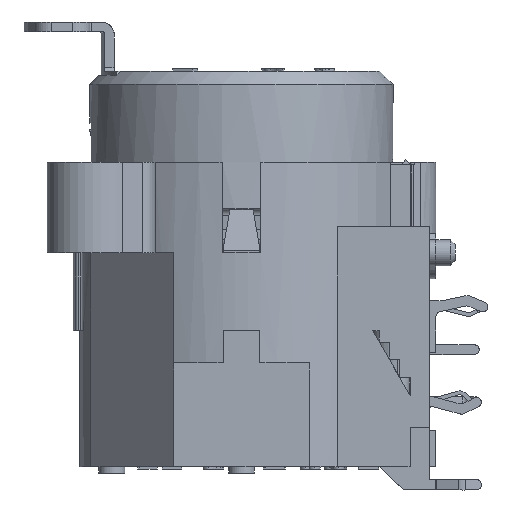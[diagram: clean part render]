
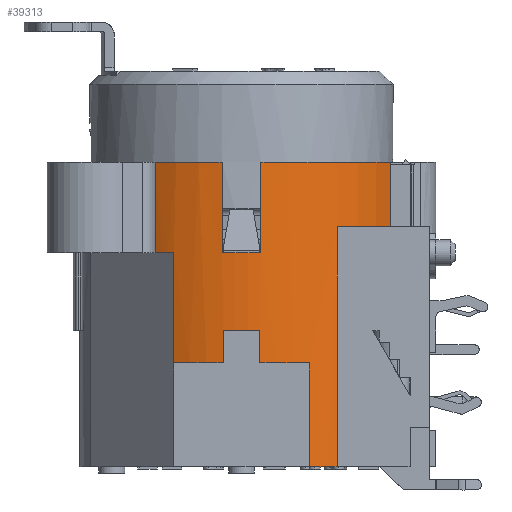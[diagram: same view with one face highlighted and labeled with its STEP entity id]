
A CAD part, left-side view. The second image highlights one B-rep face of the part: STEP entity #39313.
In plain terms, the highlighted cylindrical face has radius 13 mm (diameter 26 mm), a partial arc.
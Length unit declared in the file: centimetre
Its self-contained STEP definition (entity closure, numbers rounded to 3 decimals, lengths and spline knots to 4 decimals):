
#629=CYLINDRICAL_SURFACE('',#41928,1.3);
#1487=CIRCLE('',#40107,1.3);
#1490=CIRCLE('',#40115,1.3);
#1589=CIRCLE('',#40262,1.3);
#1830=CIRCLE('',#40925,1.3);
#1952=CIRCLE('',#41196,1.3);
#2141=CIRCLE('',#41825,1.3);
#2151=CIRCLE('',#41887,1.3);
#2163=CIRCLE('',#41901,1.3);
#2170=CIRCLE('',#41917,1.3);
#2177=CIRCLE('',#41927,1.3);
#4030=FACE_OUTER_BOUND('',#6041,.T.);
#6041=EDGE_LOOP('',(#34071,#34072,#34073,#34074,#34075,#34076,#34077,#34078,
#34079,#34080,#34081,#34082,#34083,#34084,#34085,#34086,#34087,#34088,#34089,
#34090));
#7540=LINE('',#56328,#11611);
#7545=LINE('',#56338,#11616);
#7566=LINE('',#56387,#11637);
#9893=LINE('',#64999,#13964);
#10095=LINE('',#65482,#14166);
#10124=LINE('',#65598,#14195);
#10136=LINE('',#65631,#14207);
#10137=LINE('',#65632,#14208);
#10138=LINE('',#65633,#14209);
#10139=LINE('',#65634,#14210);
#11611=VECTOR('',#44909,0.25);
#11616=VECTOR('',#44916,0.25);
#11637=VECTOR('',#44957,0.8);
#13964=VECTOR('',#50456,0.7);
#14166=VECTOR('',#50996,1.85);
#14195=VECTOR('',#51125,0.7);
#14207=VECTOR('',#51157,0.7);
#14208=VECTOR('',#51158,0.85);
#14209=VECTOR('',#51159,0.48);
#14210=VECTOR('',#51160,0.02);
#15468=VERTEX_POINT('',#56325);
#15469=VERTEX_POINT('',#56327);
#15472=VERTEX_POINT('',#56335);
#15473=VERTEX_POINT('',#56337);
#15483=VERTEX_POINT('',#56363);
#15489=VERTEX_POINT('',#56383);
#15491=VERTEX_POINT('',#56386);
#16692=VERTEX_POINT('',#60952);
#16693=VERTEX_POINT('',#60954);
#16967=VERTEX_POINT('',#61814);
#17655=VERTEX_POINT('',#64996);
#17656=VERTEX_POINT('',#64998);
#17752=VERTEX_POINT('',#65376);
#17753=VERTEX_POINT('',#65378);
#17777=VERTEX_POINT('',#65524);
#17778=VERTEX_POINT('',#65526);
#17786=VERTEX_POINT('',#65545);
#17797=VERTEX_POINT('',#65566);
#17805=VERTEX_POINT('',#65594);
#17816=VERTEX_POINT('',#65627);
#19669=EDGE_CURVE('',#15469,#15468,#7540,.T.);
#19674=EDGE_CURVE('',#15473,#15472,#7545,.T.);
#19687=EDGE_CURVE('',#15483,#15469,#1487,.T.);
#19698=EDGE_CURVE('',#15491,#15489,#7566,.T.);
#19701=EDGE_CURVE('',#15472,#15491,#1490,.T.);
#19999=EDGE_CURVE('',#15473,#15468,#1589,.T.);
#21425=EDGE_CURVE('',#16693,#16692,#1830,.T.);
#21858=EDGE_CURVE('',#15489,#16967,#1952,.T.);
#22958=EDGE_CURVE('',#17656,#17655,#9893,.T.);
#23149=EDGE_CURVE('',#17753,#17752,#2141,.T.);
#23199=EDGE_CURVE('',#16967,#16693,#10095,.T.);
#23220=EDGE_CURVE('',#17778,#17777,#2151,.T.);
#23240=EDGE_CURVE('',#17797,#17786,#2163,.T.);
#23251=EDGE_CURVE('',#17655,#17805,#2170,.T.);
#23252=EDGE_CURVE('',#17805,#17753,#10124,.T.);
#23269=EDGE_CURVE('',#17816,#17656,#2177,.T.);
#23271=EDGE_CURVE('',#17786,#17752,#10136,.T.);
#23272=EDGE_CURVE('',#17797,#15483,#10137,.T.);
#23273=EDGE_CURVE('',#16692,#17778,#10138,.T.);
#23274=EDGE_CURVE('',#17777,#17816,#10139,.T.);
#34071=ORIENTED_EDGE('',*,*,#22958,.T.);
#34072=ORIENTED_EDGE('',*,*,#23251,.T.);
#34073=ORIENTED_EDGE('',*,*,#23252,.T.);
#34074=ORIENTED_EDGE('',*,*,#23149,.T.);
#34075=ORIENTED_EDGE('',*,*,#23271,.F.);
#34076=ORIENTED_EDGE('',*,*,#23240,.F.);
#34077=ORIENTED_EDGE('',*,*,#23272,.T.);
#34078=ORIENTED_EDGE('',*,*,#19687,.T.);
#34079=ORIENTED_EDGE('',*,*,#19669,.T.);
#34080=ORIENTED_EDGE('',*,*,#19999,.F.);
#34081=ORIENTED_EDGE('',*,*,#19674,.T.);
#34082=ORIENTED_EDGE('',*,*,#19701,.T.);
#34083=ORIENTED_EDGE('',*,*,#19698,.T.);
#34084=ORIENTED_EDGE('',*,*,#21858,.T.);
#34085=ORIENTED_EDGE('',*,*,#23199,.T.);
#34086=ORIENTED_EDGE('',*,*,#21425,.T.);
#34087=ORIENTED_EDGE('',*,*,#23273,.T.);
#34088=ORIENTED_EDGE('',*,*,#23220,.T.);
#34089=ORIENTED_EDGE('',*,*,#23274,.T.);
#34090=ORIENTED_EDGE('',*,*,#23269,.T.);
#39313=ADVANCED_FACE('',(#4030),#629,.T.);
#40107=AXIS2_PLACEMENT_3D('',#56364,#44935,#44936);
#40115=AXIS2_PLACEMENT_3D('',#56391,#44962,#44963);
#40262=AXIS2_PLACEMENT_3D('',#56982,#45453,#45454);
#40925=AXIS2_PLACEMENT_3D('',#60955,#47822,#47823);
#41196=AXIS2_PLACEMENT_3D('',#61816,#48668,#48669);
#41825=AXIS2_PLACEMENT_3D('',#65379,#50864,#50865);
#41887=AXIS2_PLACEMENT_3D('',#65527,#51049,#51050);
#41901=AXIS2_PLACEMENT_3D('',#65568,#51085,#51086);
#41917=AXIS2_PLACEMENT_3D('',#65596,#51121,#51122);
#41927=AXIS2_PLACEMENT_3D('',#65628,#51152,#51153);
#41928=AXIS2_PLACEMENT_3D('',#65630,#51155,#51156);
#44909=DIRECTION('',(0.,0.,1.));
#44916=DIRECTION('',(0.,0.,-1.));
#44935=DIRECTION('center_axis',(0.,0.,
1.));
#44936=DIRECTION('ref_axis',(-0.823,-0.568,0.));
#44957=DIRECTION('',(0.,0.,-1.));
#44962=DIRECTION('center_axis',(0.,0.,
1.));
#44963=DIRECTION('ref_axis',(-0.823,-0.568,0.));
#45453=DIRECTION('center_axis',(0.,0.,-1.));
#45454=DIRECTION('ref_axis',(-1.,0.,0.));
#47822=DIRECTION('center_axis',(0.,0.,1.));
#47823=DIRECTION('ref_axis',(0.823,0.568,0.));
#48668=DIRECTION('center_axis',(0.,0.,
1.));
#48669=DIRECTION('ref_axis',(-0.823,-0.568,0.));
#50456=DIRECTION('',(0.,0.,-1.));
#50864=DIRECTION('center_axis',(0.,0.,-1.));
#50865=DIRECTION('ref_axis',(0.859,-0.513,0.));
#50996=DIRECTION('',(0.,0.,1.));
#51049=DIRECTION('center_axis',(0.,0.,
-1.));
#51050=DIRECTION('ref_axis',(-1.,0.,0.));
#51085=DIRECTION('center_axis',(0.,0.,-1.));
#51086=DIRECTION('ref_axis',(0.859,-0.513,0.));
#51121=DIRECTION('center_axis',(0.,0.,
-1.));
#51122=DIRECTION('ref_axis',(-1.,0.,0.));
#51125=DIRECTION('',(0.,0.,1.));
#51152=DIRECTION('center_axis',(0.,0.,-1.));
#51153=DIRECTION('ref_axis',(0.859,-0.513,0.));
#51155=DIRECTION('center_axis',(0.,0.,1.));
#51156=DIRECTION('ref_axis',(-1.,0.,0.));
#51157=DIRECTION('',(0.,0.,1.));
#51158=DIRECTION('',(0.,0.,-1.));
#51159=DIRECTION('',(0.,0.,1.));
#51160=DIRECTION('',(0.,0.,1.));
#56325=CARTESIAN_POINT('',(-1.2571,0.2753,0.));
#56327=CARTESIAN_POINT('',(-1.2571,0.2753,-0.25));
#56328=CARTESIAN_POINT('',(-1.2571,0.2753,-0.525));
#56335=CARTESIAN_POINT('',(-1.2571,-0.0047,-0.25));
#56337=CARTESIAN_POINT('',(-1.2571,-0.0047,0.));
#56338=CARTESIAN_POINT('',(-1.2571,-0.0047,-0.525));
#56363=CARTESIAN_POINT('',(-1.1546,0.6587,-0.25));
#56364=CARTESIAN_POINT('Origin',(0.0354,0.1353,-0.25));
#56383=CARTESIAN_POINT('',(-1.1546,-0.388,-1.05));
#56386=CARTESIAN_POINT('',(-1.1546,-0.388,-0.25));
#56387=CARTESIAN_POINT('',(-1.1546,-0.388,-0.525));
#56391=CARTESIAN_POINT('Origin',(0.0354,0.1353,-0.25));
#56982=CARTESIAN_POINT('Origin',(0.0354,0.1353,0.));
#60952=CARTESIAN_POINT('',(-0.5646,-1.0179,0.8));
#60954=CARTESIAN_POINT('',(-1.0346,-0.603,0.8));
#60955=CARTESIAN_POINT('Origin',(0.0354,0.1353,0.8));
#61814=CARTESIAN_POINT('',(-1.0346,-0.603,-1.05));
#61816=CARTESIAN_POINT('Origin',(0.0354,0.1353,-1.05));
#64996=CARTESIAN_POINT('',(-1.256,-0.0147,0.6));
#64998=CARTESIAN_POINT('',(-1.256,-0.0147,1.3));
#64999=CARTESIAN_POINT('',(-1.256,-0.0147,0.));
#65376=CARTESIAN_POINT('',(-1.0809,0.8017,1.3));
#65378=CARTESIAN_POINT('',(-1.256,0.2853,1.3));
#65379=CARTESIAN_POINT('Origin',(0.0354,0.1353,1.3));
#65482=CARTESIAN_POINT('',(-1.0346,-0.603,0.6));
#65524=CARTESIAN_POINT('',(-0.5709,-1.0147,1.28));
#65526=CARTESIAN_POINT('',(-0.5646,-1.0179,1.28));
#65527=CARTESIAN_POINT('Origin',(0.0354,0.1353,1.28));
#65545=CARTESIAN_POINT('',(-1.0809,0.8017,0.6));
#65566=CARTESIAN_POINT('',(-1.1546,0.6587,0.6));
#65568=CARTESIAN_POINT('Origin',(0.0354,0.1353,0.6));
#65594=CARTESIAN_POINT('',(-1.256,0.2853,0.6));
#65596=CARTESIAN_POINT('Origin',(0.0354,0.1353,0.6));
#65598=CARTESIAN_POINT('',(-1.256,0.2853,0.));
#65627=CARTESIAN_POINT('',(-0.5709,-1.0147,1.3));
#65628=CARTESIAN_POINT('Origin',(0.0354,0.1353,1.3));
#65630=CARTESIAN_POINT('Origin',(0.0354,0.1353,0.));
#65631=CARTESIAN_POINT('',(-1.0809,0.8017,0.6));
#65632=CARTESIAN_POINT('',(-1.1546,0.6587,0.));
#65633=CARTESIAN_POINT('',(-0.5646,-1.0179,0.6));
#65634=CARTESIAN_POINT('',(-0.5709,-1.0147,0.));
